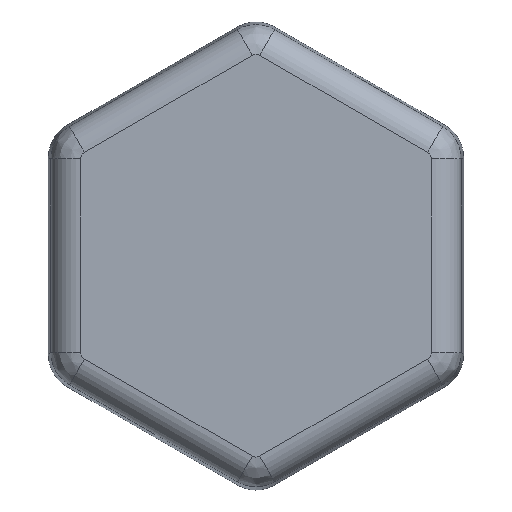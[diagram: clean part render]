
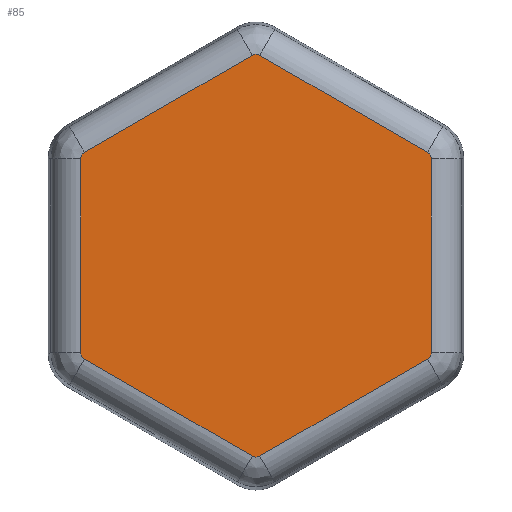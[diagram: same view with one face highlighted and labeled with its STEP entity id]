
A CAD part, top view. The second image highlights one B-rep face of the part: STEP entity #85.
In plain terms, the highlighted planar face has unit normal (0, 0, 1).
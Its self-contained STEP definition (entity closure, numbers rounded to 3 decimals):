
#85 = ADVANCED_FACE( '', ( #136 ), #137, .T. );
#136 = FACE_OUTER_BOUND( '', #335, .T. );
#137 = PLANE( '', #336 );
#335 = EDGE_LOOP( '', ( #717, #718, #719, #720, #721, #722, #723, #724, #725, #726, #727, #728 ) );
#336 = AXIS2_PLACEMENT_3D( '', #729, #730, #731 );
#717 = ORIENTED_EDGE( '', *, *, #965, .T. );
#718 = ORIENTED_EDGE( '', *, *, #962, .T. );
#719 = ORIENTED_EDGE( '', *, *, #957, .T. );
#720 = ORIENTED_EDGE( '', *, *, #972, .T. );
#721 = ORIENTED_EDGE( '', *, *, #973, .T. );
#722 = ORIENTED_EDGE( '', *, *, #974, .T. );
#723 = ORIENTED_EDGE( '', *, *, #975, .T. );
#724 = ORIENTED_EDGE( '', *, *, #976, .T. );
#725 = ORIENTED_EDGE( '', *, *, #977, .T. );
#726 = ORIENTED_EDGE( '', *, *, #978, .T. );
#727 = ORIENTED_EDGE( '', *, *, #979, .T. );
#728 = ORIENTED_EDGE( '', *, *, #971, .T. );
#729 = CARTESIAN_POINT( '', ( 14., 8.083, 12. ) );
#730 = DIRECTION( '', ( 0., 0., 1. ) );
#731 = DIRECTION( '', ( 0.5, 0.866, 0. ) );
#957 = EDGE_CURVE( '', #1084, #1082, #1085, .F. );
#962 = EDGE_CURVE( '', #1089, #1084, #1093, .T. );
#965 = EDGE_CURVE( '', #1094, #1089, #1098, .F. );
#971 = EDGE_CURVE( '', #1104, #1094, #1106, .T. );
#972 = EDGE_CURVE( '', #1082, #1107, #1108, .T. );
#973 = EDGE_CURVE( '', #1107, #1109, #1110, .F. );
#974 = EDGE_CURVE( '', #1109, #1111, #1112, .T. );
#975 = EDGE_CURVE( '', #1111, #1113, #1114, .F. );
#976 = EDGE_CURVE( '', #1113, #1115, #1116, .T. );
#977 = EDGE_CURVE( '', #1115, #1117, #1118, .F. );
#978 = EDGE_CURVE( '', #1117, #1119, #1120, .T. );
#979 = EDGE_CURVE( '', #1119, #1104, #1121, .F. );
#1082 = VERTEX_POINT( '', #1257 );
#1084 = VERTEX_POINT( '', #1259 );
#1085 = LINE( '', #1260, #1261 );
#1089 = VERTEX_POINT( '', #1266 );
#1093 = ELLIPSE( '', #1270, 0.5, 0.5 );
#1094 = VERTEX_POINT( '', #1271 );
#1098 = LINE( '', #1276, #1277 );
#1104 = VERTEX_POINT( '', #1286 );
#1106 = ELLIPSE( '', #1288, 0.5, 0.5 );
#1107 = VERTEX_POINT( '', #1289 );
#1108 = ELLIPSE( '', #1290, 0.5, 0.5 );
#1109 = VERTEX_POINT( '', #1291 );
#1110 = LINE( '', #1292, #1293 );
#1111 = VERTEX_POINT( '', #1294 );
#1112 = ELLIPSE( '', #1295, 0.5, 0.5 );
#1113 = VERTEX_POINT( '', #1296 );
#1114 = LINE( '', #1297, #1298 );
#1115 = VERTEX_POINT( '', #1299 );
#1116 = ELLIPSE( '', #1300, 0.5, 0.5 );
#1117 = VERTEX_POINT( '', #1301 );
#1118 = LINE( '', #1302, #1303 );
#1119 = VERTEX_POINT( '', #1304 );
#1120 = ELLIPSE( '', #1305, 0.5, 0.5 );
#1121 = LINE( '', #1306, #1307 );
#1257 = CARTESIAN_POINT( '', ( -0.25, -13.51, 12. ) );
#1259 = CARTESIAN_POINT( '', ( -11.575, -6.972, 12. ) );
#1260 = CARTESIAN_POINT( '', ( -0.267, -13.5, 12. ) );
#1261 = VECTOR( '', #1447, 1000. );
#1266 = CARTESIAN_POINT( '', ( -11.825, -6.539, 12. ) );
#1270 = AXIS2_PLACEMENT_3D( '', #1458, #1459, #1460 );
#1271 = CARTESIAN_POINT( '', ( -11.825, 6.539, 12. ) );
#1276 = CARTESIAN_POINT( '', ( -11.825, -6.519, 12. ) );
#1277 = VECTOR( '', #1465, 1000. );
#1286 = CARTESIAN_POINT( '', ( -11.575, 6.972, 12. ) );
#1288 = AXIS2_PLACEMENT_3D( '', #1475, #1476, #1477 );
#1289 = CARTESIAN_POINT( '', ( 0.25, -13.51, 12. ) );
#1290 = AXIS2_PLACEMENT_3D( '', #1478, #1479, #1480 );
#1291 = CARTESIAN_POINT( '', ( 11.575, -6.972, 12. ) );
#1292 = CARTESIAN_POINT( '', ( 11.558, -6.981, 12. ) );
#1293 = VECTOR( '', #1481, 1000. );
#1294 = CARTESIAN_POINT( '', ( 11.825, -6.539, 12. ) );
#1295 = AXIS2_PLACEMENT_3D( '', #1482, #1483, #1484 );
#1296 = CARTESIAN_POINT( '', ( 11.825, 6.539, 12. ) );
#1297 = CARTESIAN_POINT( '', ( 11.825, 6.519, 12. ) );
#1298 = VECTOR( '', #1485, 1000. );
#1299 = CARTESIAN_POINT( '', ( 11.575, 6.972, 12. ) );
#1300 = AXIS2_PLACEMENT_3D( '', #1486, #1487, #1488 );
#1301 = CARTESIAN_POINT( '', ( 0.25, 13.51, 12. ) );
#1302 = CARTESIAN_POINT( '', ( 0.267, 13.5, 12. ) );
#1303 = VECTOR( '', #1489, 1000. );
#1304 = CARTESIAN_POINT( '', ( -0.25, 13.51, 12. ) );
#1305 = AXIS2_PLACEMENT_3D( '', #1490, #1491, #1492 );
#1306 = CARTESIAN_POINT( '', ( -11.558, 6.981, 12. ) );
#1307 = VECTOR( '', #1493, 1000. );
#1447 = DIRECTION( '', ( -0.866, 0.5, 0. ) );
#1458 = CARTESIAN_POINT( '', ( -11.325, -6.539, 12. ) );
#1459 = DIRECTION( '', ( 0., 0., 1. ) );
#1460 = DIRECTION( '', ( -0.866, -0.5, 0. ) );
#1465 = DIRECTION( '', ( 0., 1., 0. ) );
#1475 = CARTESIAN_POINT( '', ( -11.325, 6.539, 12. ) );
#1476 = DIRECTION( '', ( 0., 0., 1. ) );
#1477 = DIRECTION( '', ( -0.866, 0.5, 0. ) );
#1478 = CARTESIAN_POINT( '', ( 0., -13.077, 12. ) );
#1479 = DIRECTION( '', ( 0., 0., 1. ) );
#1480 = DIRECTION( '', ( 0., -1., 0. ) );
#1481 = DIRECTION( '', ( -0.866, -0.5, 0. ) );
#1482 = CARTESIAN_POINT( '', ( 11.325, -6.539, 12. ) );
#1483 = DIRECTION( '', ( 0., 0., 1. ) );
#1484 = DIRECTION( '', ( 0.866, -0.5, 0. ) );
#1485 = DIRECTION( '', ( 0., -1., 0. ) );
#1486 = CARTESIAN_POINT( '', ( 11.325, 6.539, 12. ) );
#1487 = DIRECTION( '', ( 0., 0., 1. ) );
#1488 = DIRECTION( '', ( 0.866, 0.5, 0. ) );
#1489 = DIRECTION( '', ( 0.866, -0.5, 0. ) );
#1490 = CARTESIAN_POINT( '', ( 0., 13.077, 12. ) );
#1491 = DIRECTION( '', ( 0., 0., 1. ) );
#1492 = DIRECTION( '', ( 0., 1., 0. ) );
#1493 = DIRECTION( '', ( 0.866, 0.5, 0. ) );
